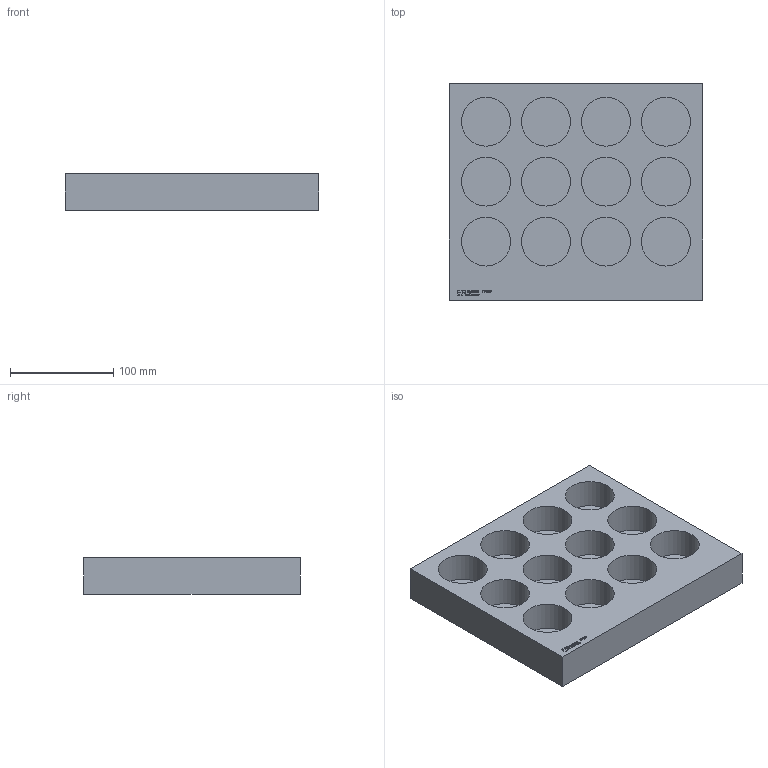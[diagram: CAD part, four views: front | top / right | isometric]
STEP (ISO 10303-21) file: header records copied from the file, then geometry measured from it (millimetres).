
FILE_DESCRIPTION( ( 'Unknown' ), '1' );
FILE_NAME( '712150000-C.stp', 'Unknown', ( 'Unknown' ), ( 'Unknown' ), 'PSStep 15.0.49', 'Unknown', ' ' );
FILE_SCHEMA( ( 'AUTOMOTIVE_DESIGN { 1 0 10303 214 1 1 1 1 }' ) );
Length unit declared in the file: millimetre
Products named in the file (1): 1
Bounding box: 245 x 209 x 35 mm (x, y, z)
Volume: 1191220.9 mm3; surface area: 185029.5 mm2
Topology: 1 solids, 1 shells, 145 faces, 345 edges, 230 vertices
Faces by surface type: plane 105, extrusion 28, cylinder 12
Full cylindrical faces by diameter (mm): 47.3 x12
Entity records: 6869 total; most frequent: CARTESIAN_POINT 2459, ORIENTED_EDGE 662, DIRECTION 563, EDGE_CURVE 331, VECTOR 279, LINE 251, VERTEX_POINT 230, EDGE_LOOP 187
